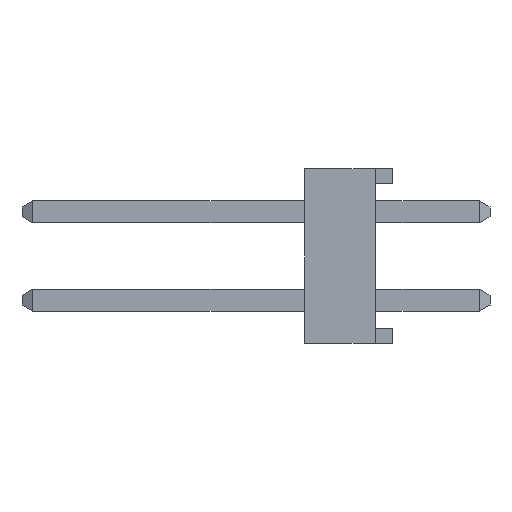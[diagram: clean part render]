
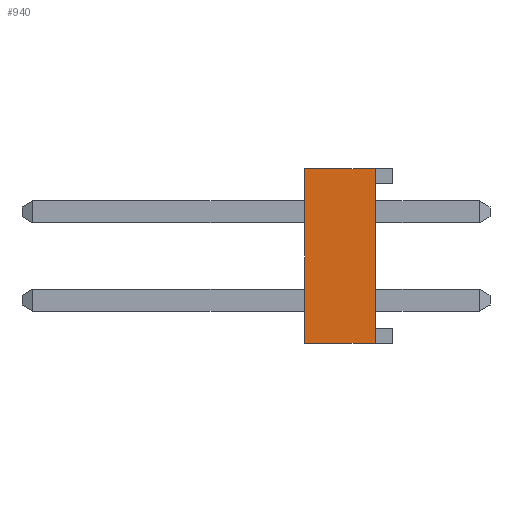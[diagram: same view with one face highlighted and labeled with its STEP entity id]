
A CAD part, left-side view. The second image highlights one B-rep face of the part: STEP entity #940.
In plain terms, the highlighted planar face has unit normal (-1, 0, 0).
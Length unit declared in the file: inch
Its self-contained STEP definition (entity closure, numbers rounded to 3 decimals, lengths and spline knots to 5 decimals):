
#940 = ADVANCED_FACE( '', ( #2512 ), #2513, .F. );
#2512 = FACE_OUTER_BOUND( '', #4780, .T. );
#2513 = PLANE( '', #4781 );
#4780 = EDGE_LOOP( '', ( #7460, #7461, #7462, #7463 ) );
#4781 = AXIS2_PLACEMENT_3D( '', #7464, #7465, #7466 );
#7460 = ORIENTED_EDGE( '', *, *, #13829, .F. );
#7461 = ORIENTED_EDGE( '', *, *, #13830, .F. );
#7462 = ORIENTED_EDGE( '', *, *, #13831, .F. );
#7463 = ORIENTED_EDGE( '', *, *, #13832, .T. );
#7464 = CARTESIAN_POINT( '', ( -0.4, 0.1, -0.099 ) );
#7465 = DIRECTION( '', ( 1., 0., 0. ) );
#7466 = DIRECTION( '', ( 0., 0., -1. ) );
#13829 = EDGE_CURVE( '', #16716, #16717, #16718, .T. );
#13830 = EDGE_CURVE( '', #16719, #16716, #16720, .T. );
#13831 = EDGE_CURVE( '', #16721, #16719, #16722, .T. );
#13832 = EDGE_CURVE( '', #16721, #16717, #16723, .T. );
#16716 = VERTEX_POINT( '', #20744 );
#16717 = VERTEX_POINT( '', #20745 );
#16718 = LINE( '', #20746, #20747 );
#16719 = VERTEX_POINT( '', #20748 );
#16720 = LINE( '', #20749, #20750 );
#16721 = VERTEX_POINT( '', #20751 );
#16722 = LINE( '', #20752, #20753 );
#16723 = LINE( '', #20754, #20755 );
#20744 = CARTESIAN_POINT( '', ( -0.4, 0.02, 0.099 ) );
#20745 = CARTESIAN_POINT( '', ( -0.4, 0.02, -0.099 ) );
#20746 = CARTESIAN_POINT( '', ( -0.4, 0.02, -0.099 ) );
#20747 = VECTOR( '', #25554, 39.37008 );
#20748 = CARTESIAN_POINT( '', ( -0.4, 0.1, 0.099 ) );
#20749 = CARTESIAN_POINT( '', ( -0.4, 0.1, 0.099 ) );
#20750 = VECTOR( '', #25555, 39.37008 );
#20751 = CARTESIAN_POINT( '', ( -0.4, 0.1, -0.099 ) );
#20752 = CARTESIAN_POINT( '', ( -0.4, 0.1, -0.099 ) );
#20753 = VECTOR( '', #25556, 39.37008 );
#20754 = CARTESIAN_POINT( '', ( -0.4, 0.1, -0.099 ) );
#20755 = VECTOR( '', #25557, 39.37008 );
#25554 = DIRECTION( '', ( 0., 0., -1. ) );
#25555 = DIRECTION( '', ( 0., -1., 0. ) );
#25556 = DIRECTION( '', ( 0., 0., 1. ) );
#25557 = DIRECTION( '', ( 0., -1., 0. ) );
